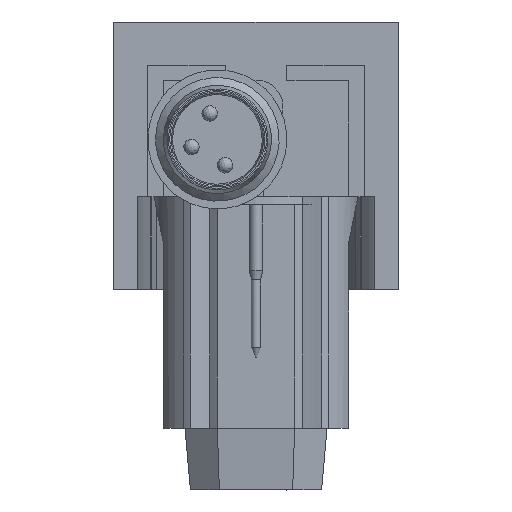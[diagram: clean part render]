
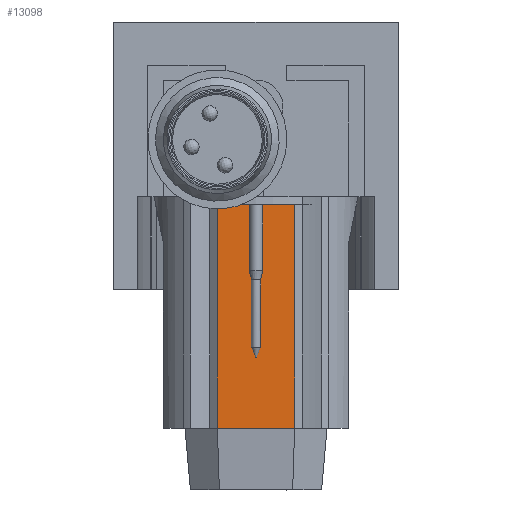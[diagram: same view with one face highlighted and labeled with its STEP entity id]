
A CAD part, front view. The second image highlights one B-rep face of the part: STEP entity #13098.
In plain terms, the highlighted planar face has unit normal (0, -1, 0).
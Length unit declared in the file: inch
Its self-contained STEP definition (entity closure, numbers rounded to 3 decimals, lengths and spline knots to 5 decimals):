
#113 = DIRECTION ( 'NONE',  ( -1., 0., 0. ) ) ;
#474 = VECTOR ( 'NONE', #7213, 39.37008 ) ;
#835 = LINE ( 'NONE', #4770, #6343 ) ;
#883 = DIRECTION ( 'NONE',  ( 0., 0., 1. ) ) ;
#1605 = ORIENTED_EDGE ( 'NONE', *, *, #7088, .T. ) ;
#2109 = CARTESIAN_POINT ( 'NONE',  ( 2.75166, 4.82464, 3.4387 ) ) ;
#2363 = CARTESIAN_POINT ( 'NONE',  ( 2.65323, 4.82464, 3.4387 ) ) ;
#4217 = LINE ( 'NONE', #6784, #7712 ) ;
#4770 = CARTESIAN_POINT ( 'NONE',  ( 2.65323, 4.82464, 4.00956 ) ) ;
#5088 = CARTESIAN_POINT ( 'NONE',  ( 2.55481, 4.82464, 3.4387 ) ) ;
#5146 = DIRECTION ( 'NONE',  ( 0., 1., 0. ) ) ;
#5401 = EDGE_CURVE ( 'NONE', #9143, #11802, #835, .T. ) ;
#5701 = EDGE_CURVE ( 'NONE', #13717, #11802, #10778, .T. ) ;
#5857 = CARTESIAN_POINT ( 'NONE',  ( 2.55481, 4.82464, 4.00956 ) ) ;
#6323 = DIRECTION ( 'NONE',  ( 0., 0., 1. ) ) ;
#6343 = VECTOR ( 'NONE', #113, 39.37008 ) ;
#6681 = ORIENTED_EDGE ( 'NONE', *, *, #10579, .F. ) ;
#6735 = VERTEX_POINT ( 'NONE', #2109 ) ;
#6784 = CARTESIAN_POINT ( 'NONE',  ( 2.75166, 4.82464, 3.72413 ) ) ;
#7088 = EDGE_CURVE ( 'NONE', #6735, #9143, #4217, .T. ) ;
#7089 = ORIENTED_EDGE ( 'NONE', *, *, #5701, .F. ) ;
#7196 = CARTESIAN_POINT ( 'NONE',  ( 2.75166, 4.82464, 4.00956 ) ) ;
#7213 = DIRECTION ( 'NONE',  ( 0., 0., 1. ) ) ;
#7521 = FACE_OUTER_BOUND ( 'NONE', #9006, .T. ) ;
#7712 = VECTOR ( 'NONE', #883, 39.37008 ) ;
#8060 = AXIS2_PLACEMENT_3D ( 'NONE', #5088, #5146, #6323 ) ;
#8316 = CARTESIAN_POINT ( 'NONE',  ( 2.55481, 4.82464, 3.72413 ) ) ;
#8813 = ORIENTED_EDGE ( 'NONE', *, *, #5401, .T. ) ;
#9006 = EDGE_LOOP ( 'NONE', ( #6681, #1605, #8813, #7089 ) ) ;
#9143 = VERTEX_POINT ( 'NONE', #7196 ) ;
#9536 = DIRECTION ( 'NONE',  ( -1., 0., 0. ) ) ;
#10520 = VECTOR ( 'NONE', #9536, 39.37008 ) ;
#10579 = EDGE_CURVE ( 'NONE', #6735, #13717, #11635, .T. ) ;
#10778 = LINE ( 'NONE', #8316, #474 ) ;
#11635 = LINE ( 'NONE', #2363, #10520 ) ;
#11802 = VERTEX_POINT ( 'NONE', #5857 ) ;
#12056 = CARTESIAN_POINT ( 'NONE',  ( 2.55481, 4.82464, 3.4387 ) ) ;
#13098 = ADVANCED_FACE ( 'NONE', ( #7521 ), #13246, .F. ) ;
#13246 = PLANE ( 'NONE',  #8060 ) ;
#13717 = VERTEX_POINT ( 'NONE', #12056 ) ;
